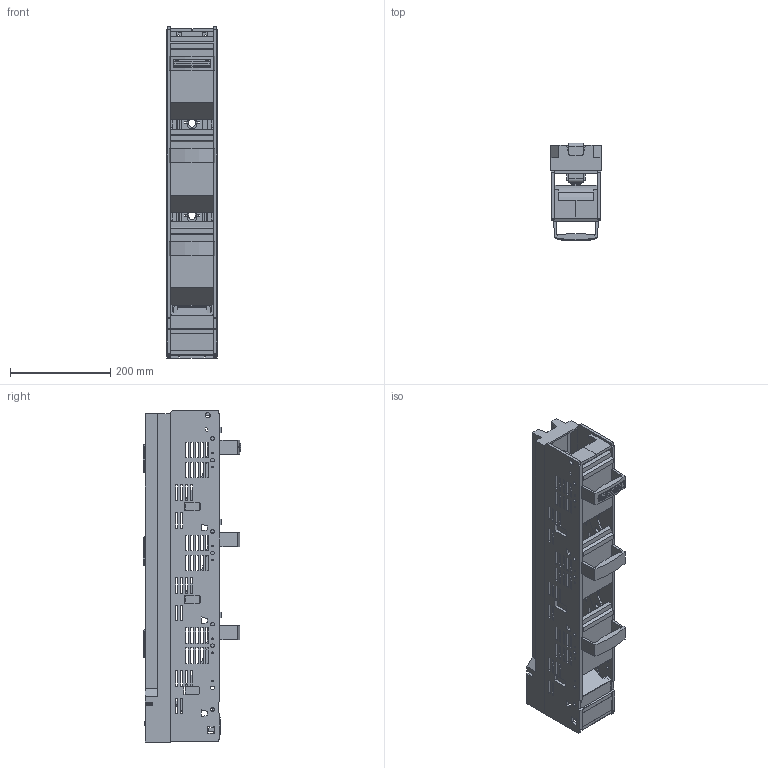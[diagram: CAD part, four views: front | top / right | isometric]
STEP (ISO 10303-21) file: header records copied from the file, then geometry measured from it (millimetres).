
FILE_DESCRIPTION(('CATIA V5 STEP'),'2;1');
FILE_NAME('L0532_NH_Sicherungslastschaltleiste_SL1_3x_3A.stp','2018-08-15T14:06:29+00:00',('none'),('Jean Müller GmbH'),'CATIA Version 5 Release 19 SP 9 (IN-10)','CATIA V5 STEP AP214','none');
FILE_SCHEMA(('AUTOMOTIVE_DESIGN { 1 0 10303 214 1 1 1 1 }'));
Products named in the file (1): L0532_NH-Sicherungslastschaltleiste
Bounding box: 100 x 194.85 x 662 mm (x, y, z)
Volume: 2911991.8 mm3; surface area: 977765.6 mm2
Topology: 11 solids, 15 shells, 2295 faces, 5923 edges, 3672 vertices
Faces by surface type: plane 1989, cylinder 248, cone 42, bspline 8, sphere 4, torus 4
Entity records: 65854 total; most frequent: CARTESIAN_POINT 12348, ORIENTED_EDGE 11838, DIRECTION 9202, EDGE_CURVE 5919, VECTOR 5170, LINE 5170, VERTEX_POINT 3672, EDGE_LOOP 2663
